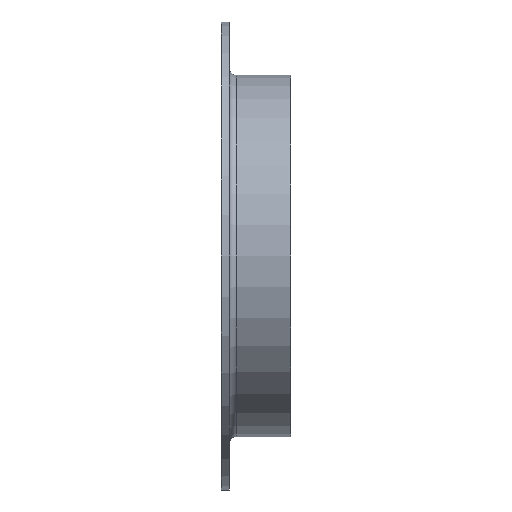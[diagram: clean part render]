
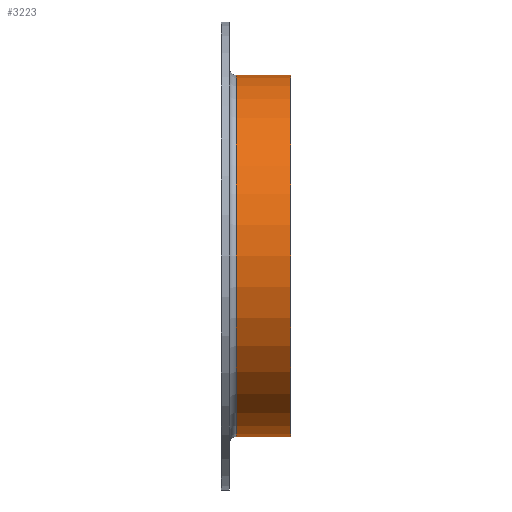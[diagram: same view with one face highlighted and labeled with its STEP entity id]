
A CAD part, front view. The second image highlights one B-rep face of the part: STEP entity #3223.
In plain terms, the highlighted cylindrical face has radius 78 mm (diameter 156 mm), a full revolution.
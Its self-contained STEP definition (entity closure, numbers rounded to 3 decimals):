
#652 = CIRCLE ( 'NONE', #6544, 78. ) ;
#1057 = CYLINDRICAL_SURFACE ( 'NONE', #6503, 78. ) ;
#3223 = ADVANCED_FACE ( 'NONE', ( #11745, #13794 ), #1057, .T. ) ;
#6100 = DIRECTION ( 'NONE',  ( 0., 0., 1. ) ) ;
#6331 = DIRECTION ( 'NONE',  ( -1., 0., 0. ) ) ;
#6503 = AXIS2_PLACEMENT_3D ( 'NONE', #14943, #10533, #10454 ) ;
#6544 = AXIS2_PLACEMENT_3D ( 'NONE', #8614, #9547, #14138 ) ;
#6915 = EDGE_CURVE ( 'NONE', #14698, #14698, #13628, .T. ) ;
#7075 = ORIENTED_EDGE ( 'NONE', *, *, #7086, .T. ) ;
#7086 = EDGE_CURVE ( 'NONE', #7476, #7476, #652, .T. ) ;
#7476 = VERTEX_POINT ( 'NONE', #12399 ) ;
#8614 = CARTESIAN_POINT ( 'NONE',  ( 6.5, 0., 0. ) ) ;
#9547 = DIRECTION ( 'NONE',  ( 1., 0., 0. ) ) ;
#9739 = AXIS2_PLACEMENT_3D ( 'NONE', #12990, #6331, #6100 ) ;
#9740 = CARTESIAN_POINT ( 'NONE',  ( 30., 0., 78. ) ) ;
#10454 = DIRECTION ( 'NONE',  ( 0., 0., 1. ) ) ;
#10533 = DIRECTION ( 'NONE',  ( -1., 0., 0. ) ) ;
#11745 = FACE_OUTER_BOUND ( 'NONE', #12527, .T. ) ;
#12399 = CARTESIAN_POINT ( 'NONE',  ( 6.5, 0., 78. ) ) ;
#12527 = EDGE_LOOP ( 'NONE', ( #7075 ) ) ;
#12647 = ORIENTED_EDGE ( 'NONE', *, *, #6915, .T. ) ;
#12990 = CARTESIAN_POINT ( 'NONE',  ( 30., 0., 0. ) ) ;
#13628 = CIRCLE ( 'NONE', #9739, 78. ) ;
#13794 = FACE_OUTER_BOUND ( 'NONE', #14534, .T. ) ;
#14138 = DIRECTION ( 'NONE',  ( 0., 0., 1. ) ) ;
#14534 = EDGE_LOOP ( 'NONE', ( #12647 ) ) ;
#14698 = VERTEX_POINT ( 'NONE', #9740 ) ;
#14943 = CARTESIAN_POINT ( 'NONE',  ( 0., 0., 0. ) ) ;
